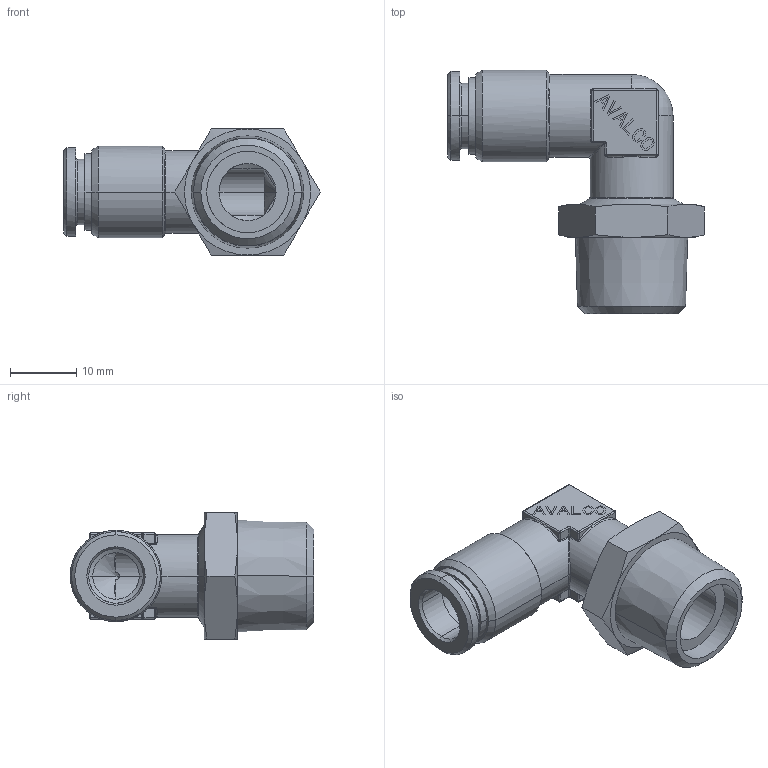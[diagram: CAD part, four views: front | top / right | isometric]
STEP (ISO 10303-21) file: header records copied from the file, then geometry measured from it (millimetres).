
FILE_DESCRIPTION(('CATIA V5 STEP Exchange'),'2;1');
FILE_NAME('PR505B-08R38.stp','2018-04-14T14:53:18+00:00',('none'),('none'),'CATIA Version 5 Release 21 GA (IN-10)','CATIA V5 STEP AP203','none');
FILE_SCHEMA(('CONFIG_CONTROL_DESIGN'));
Length unit declared in the file: millimetre
Products named in the file (1): PR505B-08R38
Bounding box: 38.67 x 36.7 x 19 mm (x, y, z)
Volume: 6129.5 mm3; surface area: 4994.7 mm2
Topology: 1 solids, 1 shells, 419 faces, 1046 edges, 652 vertices
Faces by surface type: plane 259, cylinder 60, cone 42, torus 24, bspline 18, sphere 16
Entity records: 13551 total; most frequent: CARTESIAN_POINT 4172, ORIENTED_EDGE 2084, DIRECTION 1613, EDGE_CURVE 1042, VECTOR 741, LINE 741, VERTEX_POINT 652, AXIS2_PLACEMENT_3D 514
